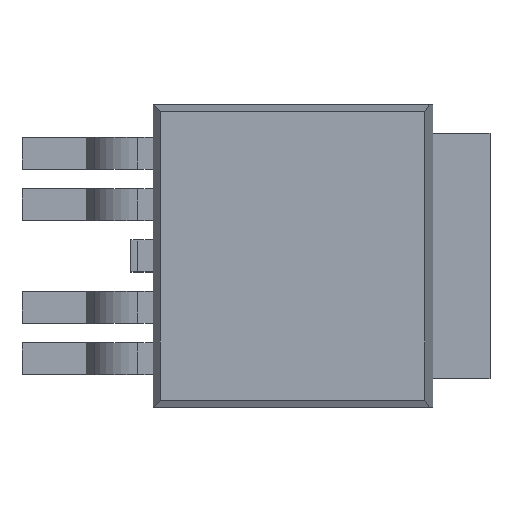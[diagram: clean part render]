
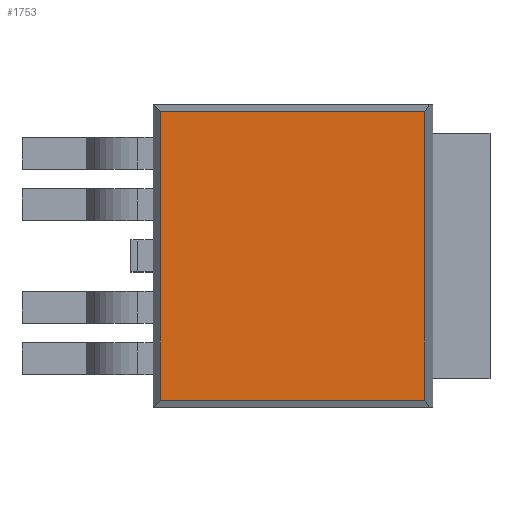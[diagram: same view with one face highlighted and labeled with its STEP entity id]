
A CAD part, top view. The second image highlights one B-rep face of the part: STEP entity #1753.
In plain terms, the highlighted planar face has unit normal (0, 0, 1).
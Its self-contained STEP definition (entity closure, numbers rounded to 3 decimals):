
#1276 = PLANE('',#1277);
#1277 = AXIS2_PLACEMENT_3D('',#1278,#1279,#1280);
#1278 = CARTESIAN_POINT('',(6.223,-3.366,0.889));
#1279 = DIRECTION('',(-0.993,0.,-0.122));
#1280 = DIRECTION('',(-0.122,0.,0.993));
#1306 = PLANE('',#1307);
#1307 = AXIS2_PLACEMENT_3D('',#1308,#1309,#1310);
#1308 = CARTESIAN_POINT('',(7.493,-3.366,1.493));
#1309 = DIRECTION('',(0.,-0.985,0.174));
#1310 = DIRECTION('',(0.,-0.174,-0.985));
#1455 = PLANE('',#1456);
#1456 = AXIS2_PLACEMENT_3D('',#1457,#1458,#1459);
#1457 = CARTESIAN_POINT('',(0.,-3.366,1.493));
#1458 = DIRECTION('',(0.985,0.,-0.174));
#1459 = DIRECTION('',(-0.174,0.,-0.985));
#1571 = PLANE('',#1572);
#1572 = AXIS2_PLACEMENT_3D('',#1573,#1574,#1575);
#1573 = CARTESIAN_POINT('',(7.493,3.366,1.493));
#1574 = DIRECTION('',(0.,0.985,0.174));
#1575 = DIRECTION('',(0.,-0.174,0.985));
#1753 = ADVANCED_FACE('',(#1754),#1768,.F.);
#1754 = FACE_BOUND('',#1755,.T.);
#1755 = EDGE_LOOP('',(#1756,#1786,#1809,#1832));
#1756 = ORIENTED_EDGE('',*,*,#1757,.F.);
#1757 = EDGE_CURVE('',#1758,#1760,#1762,.T.);
#1758 = VERTEX_POINT('',#1759);
#1759 = CARTESIAN_POINT('',(6.039,-3.208,2.388));
#1760 = VERTEX_POINT('',#1761);
#1761 = CARTESIAN_POINT('',(0.158,-3.208,2.388));
#1762 = SURFACE_CURVE('',#1763,(#1767,#1779),.PCURVE_S1.);
#1763 = LINE('',#1764,#1765);
#1764 = CARTESIAN_POINT('',(7.493,-3.208,2.388));
#1765 = VECTOR('',#1766,1.);
#1766 = DIRECTION('',(-1.,0.,0.));
#1767 = PCURVE('',#1768,#1773);
#1768 = PLANE('',#1769);
#1769 = AXIS2_PLACEMENT_3D('',#1770,#1771,#1772);
#1770 = CARTESIAN_POINT('',(0.,0.,2.388));
#1771 = DIRECTION('',(0.,0.,-1.));
#1772 = DIRECTION('',(-1.,0.,0.));
#1773 = DEFINITIONAL_REPRESENTATION('',(#1774),#1778);
#1774 = LINE('',#1775,#1776);
#1775 = CARTESIAN_POINT('',(-7.493,-3.208));
#1776 = VECTOR('',#1777,1.);
#1777 = DIRECTION('',(1.,0.));
#1778 = ( GEOMETRIC_REPRESENTATION_CONTEXT(2) 
PARAMETRIC_REPRESENTATION_CONTEXT() REPRESENTATION_CONTEXT('2D SPACE',''
  ) );
#1779 = PCURVE('',#1306,#1780);
#1780 = DEFINITIONAL_REPRESENTATION('',(#1781),#1785);
#1781 = LINE('',#1782,#1783);
#1782 = CARTESIAN_POINT('',(-0.908,0.));
#1783 = VECTOR('',#1784,1.);
#1784 = DIRECTION('',(0.,-1.));
#1785 = ( GEOMETRIC_REPRESENTATION_CONTEXT(2) 
PARAMETRIC_REPRESENTATION_CONTEXT() REPRESENTATION_CONTEXT('2D SPACE',''
  ) );
#1786 = ORIENTED_EDGE('',*,*,#1787,.T.);
#1787 = EDGE_CURVE('',#1758,#1788,#1790,.T.);
#1788 = VERTEX_POINT('',#1789);
#1789 = CARTESIAN_POINT('',(6.039,3.208,2.388));
#1790 = SURFACE_CURVE('',#1791,(#1795,#1802),.PCURVE_S1.);
#1791 = LINE('',#1792,#1793);
#1792 = CARTESIAN_POINT('',(6.039,-3.366,2.388));
#1793 = VECTOR('',#1794,1.);
#1794 = DIRECTION('',(0.,1.,0.));
#1795 = PCURVE('',#1768,#1796);
#1796 = DEFINITIONAL_REPRESENTATION('',(#1797),#1801);
#1797 = LINE('',#1798,#1799);
#1798 = CARTESIAN_POINT('',(-6.039,-3.366));
#1799 = VECTOR('',#1800,1.);
#1800 = DIRECTION('',(0.,1.));
#1801 = ( GEOMETRIC_REPRESENTATION_CONTEXT(2) 
PARAMETRIC_REPRESENTATION_CONTEXT() REPRESENTATION_CONTEXT('2D SPACE',''
  ) );
#1802 = PCURVE('',#1276,#1803);
#1803 = DEFINITIONAL_REPRESENTATION('',(#1804),#1808);
#1804 = LINE('',#1805,#1806);
#1805 = CARTESIAN_POINT('',(1.51,0.));
#1806 = VECTOR('',#1807,1.);
#1807 = DIRECTION('',(0.,1.));
#1808 = ( GEOMETRIC_REPRESENTATION_CONTEXT(2) 
PARAMETRIC_REPRESENTATION_CONTEXT() REPRESENTATION_CONTEXT('2D SPACE',''
  ) );
#1809 = ORIENTED_EDGE('',*,*,#1810,.T.);
#1810 = EDGE_CURVE('',#1788,#1811,#1813,.T.);
#1811 = VERTEX_POINT('',#1812);
#1812 = CARTESIAN_POINT('',(0.158,3.208,2.388));
#1813 = SURFACE_CURVE('',#1814,(#1818,#1825),.PCURVE_S1.);
#1814 = LINE('',#1815,#1816);
#1815 = CARTESIAN_POINT('',(7.493,3.208,2.388));
#1816 = VECTOR('',#1817,1.);
#1817 = DIRECTION('',(-1.,0.,0.));
#1818 = PCURVE('',#1768,#1819);
#1819 = DEFINITIONAL_REPRESENTATION('',(#1820),#1824);
#1820 = LINE('',#1821,#1822);
#1821 = CARTESIAN_POINT('',(-7.493,3.208));
#1822 = VECTOR('',#1823,1.);
#1823 = DIRECTION('',(1.,0.));
#1824 = ( GEOMETRIC_REPRESENTATION_CONTEXT(2) 
PARAMETRIC_REPRESENTATION_CONTEXT() REPRESENTATION_CONTEXT('2D SPACE',''
  ) );
#1825 = PCURVE('',#1571,#1826);
#1826 = DEFINITIONAL_REPRESENTATION('',(#1827),#1831);
#1827 = LINE('',#1828,#1829);
#1828 = CARTESIAN_POINT('',(0.908,0.));
#1829 = VECTOR('',#1830,1.);
#1830 = DIRECTION('',(0.,-1.));
#1831 = ( GEOMETRIC_REPRESENTATION_CONTEXT(2) 
PARAMETRIC_REPRESENTATION_CONTEXT() REPRESENTATION_CONTEXT('2D SPACE',''
  ) );
#1832 = ORIENTED_EDGE('',*,*,#1833,.F.);
#1833 = EDGE_CURVE('',#1760,#1811,#1834,.T.);
#1834 = SURFACE_CURVE('',#1835,(#1839,#1846),.PCURVE_S1.);
#1835 = LINE('',#1836,#1837);
#1836 = CARTESIAN_POINT('',(0.158,-3.366,2.388));
#1837 = VECTOR('',#1838,1.);
#1838 = DIRECTION('',(0.,1.,0.));
#1839 = PCURVE('',#1768,#1840);
#1840 = DEFINITIONAL_REPRESENTATION('',(#1841),#1845);
#1841 = LINE('',#1842,#1843);
#1842 = CARTESIAN_POINT('',(-0.158,-3.366));
#1843 = VECTOR('',#1844,1.);
#1844 = DIRECTION('',(0.,1.));
#1845 = ( GEOMETRIC_REPRESENTATION_CONTEXT(2) 
PARAMETRIC_REPRESENTATION_CONTEXT() REPRESENTATION_CONTEXT('2D SPACE',''
  ) );
#1846 = PCURVE('',#1455,#1847);
#1847 = DEFINITIONAL_REPRESENTATION('',(#1848),#1852);
#1848 = LINE('',#1849,#1850);
#1849 = CARTESIAN_POINT('',(-0.908,0.));
#1850 = VECTOR('',#1851,1.);
#1851 = DIRECTION('',(0.,1.));
#1852 = ( GEOMETRIC_REPRESENTATION_CONTEXT(2) 
PARAMETRIC_REPRESENTATION_CONTEXT() REPRESENTATION_CONTEXT('2D SPACE',''
  ) );
